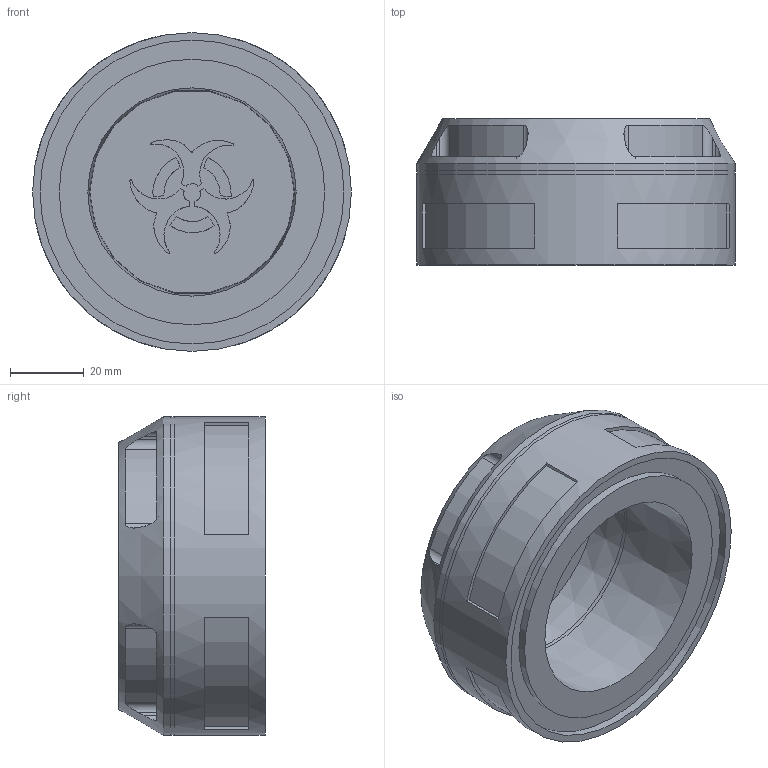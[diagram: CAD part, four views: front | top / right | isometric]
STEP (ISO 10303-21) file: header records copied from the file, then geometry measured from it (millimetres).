
FILE_DESCRIPTION(/* description */ (''),/* implementation_level */ '2;1');
FILE_NAME(/* name */ 'cap.stp',/* time_stamp */ '2024-10-19T08:55:57+02:00',/* author */ ('Sebastien'),/* organization */ (''),/* preprocessor_version */ 'ST-DEVELOPER v20',/* originating_system */ 'Autodesk Inventor 2024',/* authorisation */ '');
FILE_SCHEMA (('AUTOMOTIVE_DESIGN { 1 0 10303 214 3 1 1 }'));
Length unit declared in the file: millimetre
Products named in the file (1): cap
Bounding box: 86.2 x 39.5 x 86.2 mm (x, y, z)
Volume: 120116.2 mm3; surface area: 46147 mm2
Topology: 10 solids, 10 shells, 298 faces, 794 edges, 529 vertices
Faces by surface type: bspline 160, plane 89, cylinder 45, cone 4
Full cylindrical faces by diameter (mm): 71.8 x1, 82.2 x1, 86.2 x3
Entity records: 9808 total; most frequent: CARTESIAN_POINT 3246, ORIENTED_EDGE 1588, DIRECTION 813, EDGE_CURVE 794, VERTEX_POINT 529, LINE 357, VECTOR 357, B_SPLINE_CURVE_WITH_KNOTS 348
